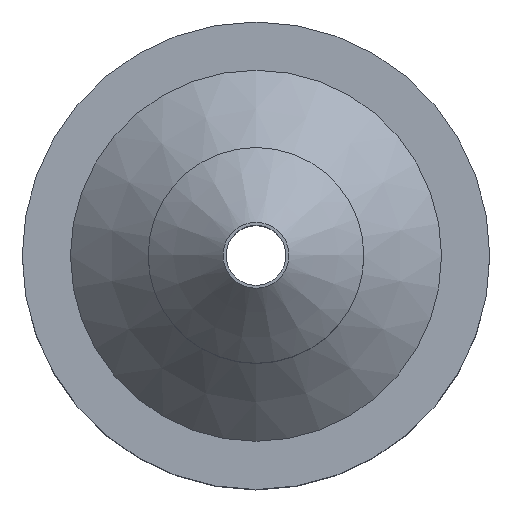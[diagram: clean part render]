
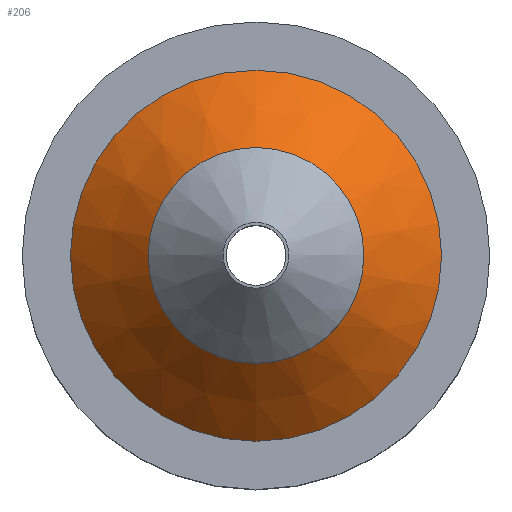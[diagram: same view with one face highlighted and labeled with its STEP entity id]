
A CAD part, top view. The second image highlights one B-rep face of the part: STEP entity #206.
In plain terms, the highlighted conical face has half-angle 45 degrees and reference radius 5.461 mm.
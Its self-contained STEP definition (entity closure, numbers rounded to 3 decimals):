
#40=FACE_OUTER_BOUND('',#58,.T.);
#58=EDGE_LOOP('',(#172,#173,#174,#175,#176));
#69=LINE('',#373,#78);
#78=VECTOR('',#311,5.461);
#84=CIRCLE('',#229,3.6);
#85=CIRCLE('',#230,3.6);
#93=CIRCLE('',#244,6.19);
#101=VERTEX_POINT('',#337);
#102=VERTEX_POINT('',#339);
#110=VERTEX_POINT('',#364);
#120=EDGE_CURVE('',#102,#101,#84,.T.);
#121=EDGE_CURVE('',#101,#102,#85,.T.);
#131=EDGE_CURVE('',#110,#110,#93,.T.);
#135=EDGE_CURVE('',#102,#110,#69,.T.);
#172=ORIENTED_EDGE('',*,*,#121,.T.);
#173=ORIENTED_EDGE('',*,*,#135,.T.);
#174=ORIENTED_EDGE('',*,*,#131,.T.);
#175=ORIENTED_EDGE('',*,*,#135,.F.);
#176=ORIENTED_EDGE('',*,*,#120,.T.);
#195=CONICAL_SURFACE('',#248,5.461,0.785);
#206=ADVANCED_FACE('',(#40),#195,.T.);
#229=AXIS2_PLACEMENT_3D('',#340,#268,#269);
#230=AXIS2_PLACEMENT_3D('',#341,#270,#271);
#244=AXIS2_PLACEMENT_3D('',#365,#300,#301);
#248=AXIS2_PLACEMENT_3D('',#372,#309,#310);
#268=DIRECTION('center_axis',(0.,0.,-1.));
#269=DIRECTION('ref_axis',(1.,0.,0.));
#270=DIRECTION('center_axis',(0.,0.,-1.));
#271=DIRECTION('ref_axis',(1.,0.,0.));
#300=DIRECTION('center_axis',(0.,0.,1.));
#301=DIRECTION('ref_axis',(0.,-1.,0.));
#309=DIRECTION('center_axis',(0.,0.,-1.));
#310=DIRECTION('ref_axis',(0.,-1.,0.));
#311=DIRECTION('',(0.,0.707,-0.707));
#337=CARTESIAN_POINT('',(-3.6,0.,11.085));
#339=CARTESIAN_POINT('',(0.,3.6,11.085));
#340=CARTESIAN_POINT('Origin',(0.,0.,11.085));
#341=CARTESIAN_POINT('Origin',(0.,0.,11.085));
#364=CARTESIAN_POINT('',(0.,6.19,8.495));
#365=CARTESIAN_POINT('Origin',(0.,0.,8.495));
#372=CARTESIAN_POINT('Origin',(0.,0.,9.225));
#373=CARTESIAN_POINT('',(0.,5.461,9.225));
